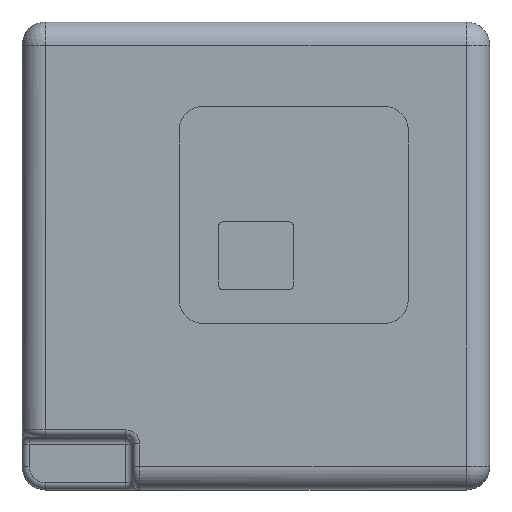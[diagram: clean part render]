
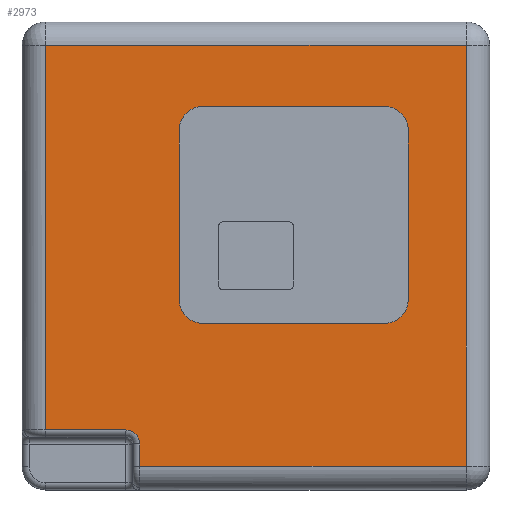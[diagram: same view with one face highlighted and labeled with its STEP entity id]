
A CAD part, top view. The second image highlights one B-rep face of the part: STEP entity #2973.
In plain terms, the highlighted planar face has unit normal (0, 0, 1).
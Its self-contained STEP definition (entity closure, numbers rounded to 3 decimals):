
#35=FACE_BOUND('',#508,.T.);
#153=CIRCLE('',#3159,0.1);
#155=CIRCLE('',#3163,0.1);
#157=CIRCLE('',#3167,0.1);
#159=CIRCLE('',#3171,0.1);
#169=CIRCLE('',#3189,0.06);
#330=FACE_OUTER_BOUND('',#507,.T.);
#507=EDGE_LOOP('',(#2319,#2320,#2321,#2322,#2323,#2324,#2325));
#508=EDGE_LOOP('',(#2326,#2327,#2328,#2329,#2330,#2331,#2332,#2333));
#698=LINE('',#4399,#1014);
#702=LINE('',#4411,#1018);
#706=LINE('',#4423,#1022);
#710=LINE('',#4434,#1026);
#725=LINE('',#4490,#1041);
#726=LINE('',#4568,#1042);
#736=LINE('',#4608,#1052);
#740=LINE('',#4620,#1056);
#741=LINE('',#4622,#1057);
#742=LINE('',#4623,#1058);
#1014=VECTOR('',#3593,0.727);
#1018=VECTOR('',#3605,0.779);
#1022=VECTOR('',#3617,0.727);
#1026=VECTOR('',#3629,0.779);
#1041=VECTOR('',#3684,0.343);
#1042=VECTOR('',#3709,0.095);
#1052=VECTOR('',#3759,1.397);
#1056=VECTOR('',#3777,1.8);
#1057=VECTOR('',#3778,1.8);
#1058=VECTOR('',#3779,1.645);
#1312=VERTEX_POINT('',#4389);
#1313=VERTEX_POINT('',#4390);
#1316=VERTEX_POINT('',#4398);
#1318=VERTEX_POINT('',#4404);
#1320=VERTEX_POINT('',#4410);
#1322=VERTEX_POINT('',#4416);
#1324=VERTEX_POINT('',#4422);
#1326=VERTEX_POINT('',#4428);
#1344=VERTEX_POINT('',#4478);
#1345=VERTEX_POINT('',#4480);
#1347=VERTEX_POINT('',#4486);
#1356=VERTEX_POINT('',#4562);
#1367=VERTEX_POINT('',#4606);
#1368=VERTEX_POINT('',#4619);
#1369=VERTEX_POINT('',#4621);
#1624=EDGE_CURVE('',#1312,#1313,#153,.T.);
#1628=EDGE_CURVE('',#1316,#1312,#698,.T.);
#1631=EDGE_CURVE('',#1318,#1316,#155,.T.);
#1634=EDGE_CURVE('',#1320,#1318,#702,.T.);
#1637=EDGE_CURVE('',#1322,#1320,#157,.T.);
#1640=EDGE_CURVE('',#1324,#1322,#706,.T.);
#1643=EDGE_CURVE('',#1326,#1324,#159,.T.);
#1646=EDGE_CURVE('',#1313,#1326,#710,.T.);
#1668=EDGE_CURVE('',#1344,#1345,#169,.T.);
#1673=EDGE_CURVE('',#1345,#1347,#725,.T.);
#1687=EDGE_CURVE('',#1356,#1344,#726,.T.);
#1708=EDGE_CURVE('',#1367,#1356,#736,.T.);
#1713=EDGE_CURVE('',#1368,#1367,#740,.T.);
#1714=EDGE_CURVE('',#1369,#1368,#741,.T.);
#1715=EDGE_CURVE('',#1347,#1369,#742,.T.);
#2319=ORIENTED_EDGE('',*,*,#1687,.F.);
#2320=ORIENTED_EDGE('',*,*,#1708,.F.);
#2321=ORIENTED_EDGE('',*,*,#1713,.F.);
#2322=ORIENTED_EDGE('',*,*,#1714,.F.);
#2323=ORIENTED_EDGE('',*,*,#1715,.F.);
#2324=ORIENTED_EDGE('',*,*,#1673,.F.);
#2325=ORIENTED_EDGE('',*,*,#1668,.F.);
#2326=ORIENTED_EDGE('',*,*,#1624,.T.);
#2327=ORIENTED_EDGE('',*,*,#1646,.T.);
#2328=ORIENTED_EDGE('',*,*,#1643,.T.);
#2329=ORIENTED_EDGE('',*,*,#1640,.T.);
#2330=ORIENTED_EDGE('',*,*,#1637,.T.);
#2331=ORIENTED_EDGE('',*,*,#1634,.T.);
#2332=ORIENTED_EDGE('',*,*,#1631,.T.);
#2333=ORIENTED_EDGE('',*,*,#1628,.T.);
#2818=PLANE('',#3232);
#2973=ADVANCED_FACE('',(#330,#35),#2818,.T.);
#3159=AXIS2_PLACEMENT_3D('',#4391,#3585,#3586);
#3163=AXIS2_PLACEMENT_3D('',#4405,#3598,#3599);
#3167=AXIS2_PLACEMENT_3D('',#4417,#3610,#3611);
#3171=AXIS2_PLACEMENT_3D('',#4429,#3622,#3623);
#3189=AXIS2_PLACEMENT_3D('',#4481,#3673,#3674);
#3232=AXIS2_PLACEMENT_3D('',#4618,#3775,#3776);
#3585=DIRECTION('center_axis',(0.,0.,-1.));
#3586=DIRECTION('ref_axis',(0.,-1.,0.));
#3593=DIRECTION('',(0.,1.,0.));
#3598=DIRECTION('center_axis',(0.,0.,-1.));
#3599=DIRECTION('ref_axis',(1.,0.,0.));
#3605=DIRECTION('',(-1.,0.,0.));
#3610=DIRECTION('center_axis',(0.,0.,-1.));
#3611=DIRECTION('ref_axis',(0.,1.,0.));
#3617=DIRECTION('',(0.,-1.,0.));
#3622=DIRECTION('center_axis',(0.,0.,-1.));
#3623=DIRECTION('ref_axis',(-1.,0.,0.));
#3629=DIRECTION('',(1.,0.,0.));
#3673=DIRECTION('center_axis',(0.,0.,1.));
#3674=DIRECTION('ref_axis',(0.707,0.707,0.));
#3684=DIRECTION('',(-1.,0.,0.));
#3709=DIRECTION('',(0.,1.,0.));
#3759=DIRECTION('',(-1.,0.,0.));
#3775=DIRECTION('center_axis',(0.,0.,1.));
#3776=DIRECTION('ref_axis',(1.,0.,0.));
#3777=DIRECTION('',(0.,-1.,0.));
#3778=DIRECTION('',(1.,0.,0.));
#3779=DIRECTION('',(0.,1.,0.));
#4389=CARTESIAN_POINT('',(-0.328,0.538,0.9));
#4390=CARTESIAN_POINT('',(-0.228,0.638,0.9));
#4391=CARTESIAN_POINT('Origin',(-0.228,0.538,0.9));
#4398=CARTESIAN_POINT('',(-0.328,-0.189,0.9));
#4399=CARTESIAN_POINT('',(-0.328,-0.094,0.9));
#4404=CARTESIAN_POINT('',(-0.228,-0.289,0.9));
#4405=CARTESIAN_POINT('Origin',(-0.228,-0.189,0.9));
#4410=CARTESIAN_POINT('',(0.551,-0.289,0.9));
#4411=CARTESIAN_POINT('',(0.276,-0.289,0.9));
#4416=CARTESIAN_POINT('',(0.651,-0.189,0.9));
#4417=CARTESIAN_POINT('Origin',(0.551,-0.189,0.9));
#4422=CARTESIAN_POINT('',(0.651,0.538,0.9));
#4423=CARTESIAN_POINT('',(0.651,0.269,0.9));
#4428=CARTESIAN_POINT('',(0.551,0.638,0.9));
#4429=CARTESIAN_POINT('Origin',(0.551,0.538,0.9));
#4434=CARTESIAN_POINT('',(-0.114,0.638,0.9));
#4478=CARTESIAN_POINT('',(-0.497,-0.805,0.9));
#4480=CARTESIAN_POINT('',(-0.557,-0.745,0.9));
#4481=CARTESIAN_POINT('Origin',(-0.557,-0.805,0.9));
#4486=CARTESIAN_POINT('',(-0.9,-0.745,0.9));
#4490=CARTESIAN_POINT('',(-0.736,-0.745,0.9));
#4562=CARTESIAN_POINT('',(-0.497,-0.9,0.9));
#4568=CARTESIAN_POINT('',(-0.497,-0.387,0.9));
#4606=CARTESIAN_POINT('',(0.9,-0.9,0.9));
#4608=CARTESIAN_POINT('',(-0.5,-0.9,0.9));
#4618=CARTESIAN_POINT('Origin',(0.,0.,0.9));
#4619=CARTESIAN_POINT('',(0.9,0.9,0.9));
#4620=CARTESIAN_POINT('',(0.9,-0.5,0.9));
#4621=CARTESIAN_POINT('',(-0.9,0.9,0.9));
#4622=CARTESIAN_POINT('',(0.5,0.9,0.9));
#4623=CARTESIAN_POINT('',(-0.9,0.5,0.9));
